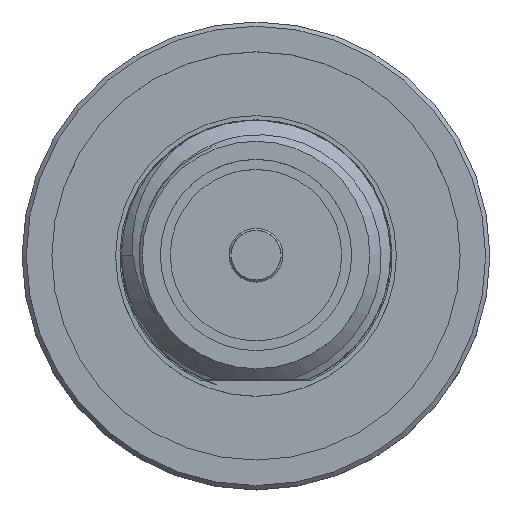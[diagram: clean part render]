
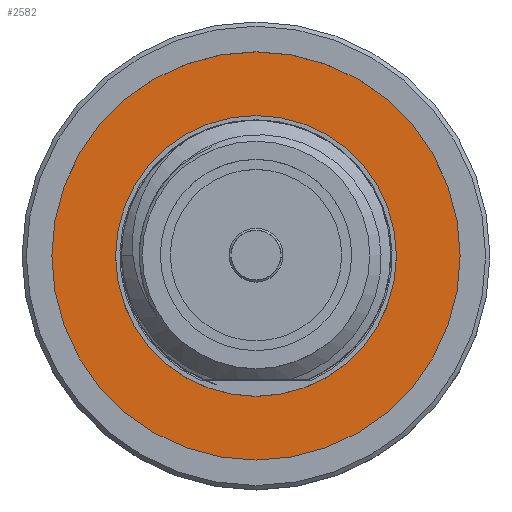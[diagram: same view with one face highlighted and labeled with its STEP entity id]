
A CAD part, top view. The second image highlights one B-rep face of the part: STEP entity #2582.
In plain terms, the highlighted planar face has unit normal (0, 0, 1).
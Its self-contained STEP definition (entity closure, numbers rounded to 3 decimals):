
#74=CIRCLE('',#2649,3.3);
#90=CIRCLE('',#2710,4.8);
#492=ORIENTED_EDGE('',*,*,#769,.T.);
#493=ORIENTED_EDGE('',*,*,#898,.F.);
#769=EDGE_CURVE('',#1037,#1037,#74,.T.);
#898=EDGE_CURVE('',#1124,#1124,#90,.T.);
#1037=VERTEX_POINT('',#3329);
#1124=VERTEX_POINT('',#12070);
#1488=EDGE_LOOP('',(#492));
#1489=EDGE_LOOP('',(#493));
#1622=FACE_BOUND('',#1488,.T.);
#1623=FACE_BOUND('',#1489,.T.);
#1720=PLANE('',#2709);
#2582=ADVANCED_FACE('',(#1622,#1623),#1720,.F.);
#2649=AXIS2_PLACEMENT_3D('',#3328,#2840,#2841);
#2709=AXIS2_PLACEMENT_3D('',#12068,#2997,#2998);
#2710=AXIS2_PLACEMENT_3D('',#12069,#2999,#3000);
#2840=DIRECTION('',(0.,0.,-1.));
#2841=DIRECTION('',(0.,-1.,0.));
#2997=DIRECTION('',(0.,0.,-1.));
#2998=DIRECTION('',(-1.,0.,0.));
#2999=DIRECTION('',(0.,0.,-1.));
#3000=DIRECTION('',(0.,-1.,0.));
#3328=CARTESIAN_POINT('',(0.,0.,3.29));
#3329=CARTESIAN_POINT('',(0.,-3.3,3.29));
#12068=CARTESIAN_POINT('',(0.,0.,3.29));
#12069=CARTESIAN_POINT('',(0.,0.,3.29));
#12070=CARTESIAN_POINT('',(0.,-4.8,3.29));
